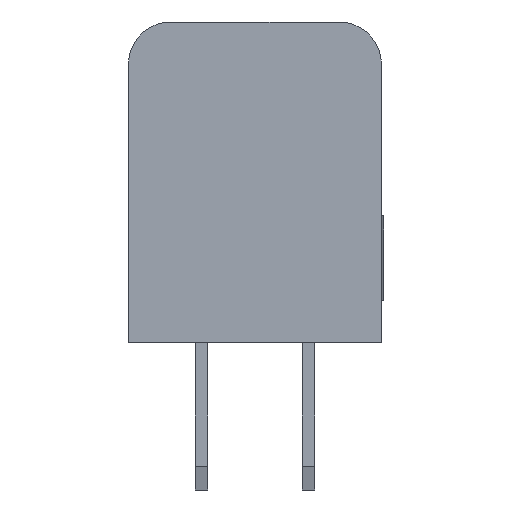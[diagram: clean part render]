
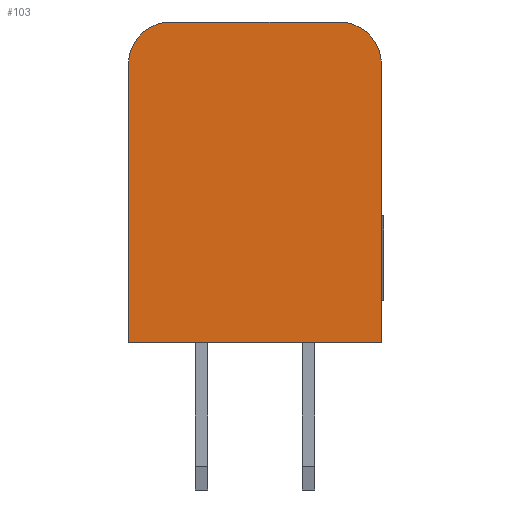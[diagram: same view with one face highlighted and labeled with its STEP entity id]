
A CAD part, left-side view. The second image highlights one B-rep face of the part: STEP entity #103.
In plain terms, the highlighted planar face has unit normal (-1, 0, 0).
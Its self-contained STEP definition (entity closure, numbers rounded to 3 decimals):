
#103=ADVANCED_FACE('',(#12355),#12357,.T.);
#12355=FACE_BOUND('',#12356,.T.);
#12356=EDGE_LOOP('',(#22330,#22331,#22332,#22333,#22334,#22335));
#12357=PLANE('',#12358);
#12358=AXIS2_PLACEMENT_3D('',#12359,#12360,#12361);
#12359=CARTESIAN_POINT('',(-3.82,0.,0.));
#12360=DIRECTION('',(-1.,0.,0.));
#12361=DIRECTION('',(0.,0.,1.));
#22330=ORIENTED_EDGE('',*,*,#29325,.F.);
#22331=ORIENTED_EDGE('',*,*,#29326,.T.);
#22332=ORIENTED_EDGE('',*,*,#29327,.T.);
#22333=ORIENTED_EDGE('',*,*,#29243,.T.);
#22334=ORIENTED_EDGE('',*,*,#29324,.F.);
#22335=ORIENTED_EDGE('',*,*,#29328,.T.);
#29243=EDGE_CURVE('',#32746,#32744,#32747,.T.);
#29324=EDGE_CURVE('',#32902,#32744,#32904,.F.);
#29325=EDGE_CURVE('',#32905,#32906,#32907,.F.);
#29326=EDGE_CURVE('',#32905,#32908,#32909,.T.);
#29327=EDGE_CURVE('',#32908,#32746,#32910,.T.);
#29328=EDGE_CURVE('',#32902,#32906,#32911,.T.);
#32744=VERTEX_POINT('',#38579);
#32746=VERTEX_POINT('',#38583);
#32747=LINE('',#38584,#38585);
#32902=VERTEX_POINT('',#38964);
#32904=CIRCLE('',#38968,1.);
#32905=VERTEX_POINT('',#38972);
#32906=VERTEX_POINT('',#38973);
#32907=CIRCLE('',#38974,1.);
#32908=VERTEX_POINT('',#38978);
#32909=LINE('',#38979,#38980);
#32910=LINE('',#38982,#38983);
#32911=LINE('',#38985,#38986);
#38579=CARTESIAN_POINT('',(-3.82,-1.73,6.6));
#38583=CARTESIAN_POINT('',(-3.82,-1.73,0.));
#38584=CARTESIAN_POINT('',(-3.82,-1.73,0.));
#38585=VECTOR('',#38586,1.);
#38586=DIRECTION('',(0.,0.,1.));
#38964=CARTESIAN_POINT('',(-3.82,-0.73,7.6));
#38968=AXIS2_PLACEMENT_3D('',#38969,#38970,#38971);
#38969=CARTESIAN_POINT('',(-3.82,-0.73,6.6));
#38970=DIRECTION('',(-1.,0.,0.));
#38971=DIRECTION('',(0.,-1.,0.));
#38972=CARTESIAN_POINT('',(-3.82,4.27,6.6));
#38973=CARTESIAN_POINT('',(-3.82,3.27,7.6));
#38974=AXIS2_PLACEMENT_3D('',#38975,#38976,#38977);
#38975=CARTESIAN_POINT('',(-3.82,3.27,6.6));
#38976=DIRECTION('',(-1.,0.,0.));
#38977=DIRECTION('',(0.,0.,1.));
#38978=CARTESIAN_POINT('',(-3.82,4.27,0.));
#38979=CARTESIAN_POINT('',(-3.82,4.27,6.6));
#38980=VECTOR('',#38981,1.);
#38981=DIRECTION('',(0.,0.,-1.));
#38982=CARTESIAN_POINT('',(-3.82,4.27,0.));
#38983=VECTOR('',#38984,1.);
#38984=DIRECTION('',(0.,-1.,0.));
#38985=CARTESIAN_POINT('',(-3.82,-0.73,7.6));
#38986=VECTOR('',#38987,1.);
#38987=DIRECTION('',(0.,1.,0.));
